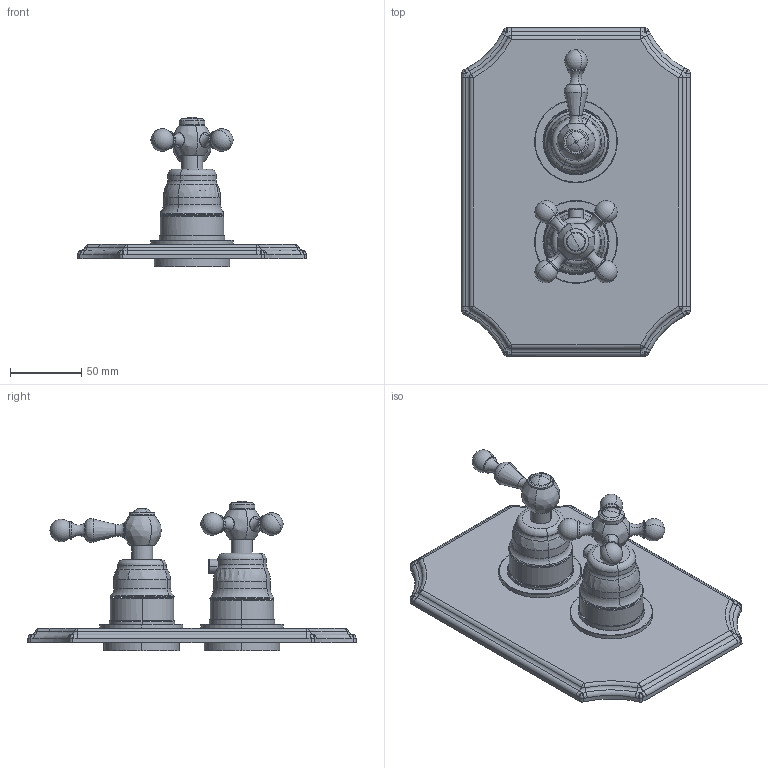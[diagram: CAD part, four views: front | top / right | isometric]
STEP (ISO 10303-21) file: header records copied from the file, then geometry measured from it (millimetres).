
FILE_DESCRIPTION(('CATIA V5 STEP Exchange','CAx-IF Rec.Pracs.--- Model Styling and Organization---1.5--- 2016-08-15','CAx-IF Rec.Pracs.---Supplemental Geometry---1.0---2011-11-01','CAx-IF Rec.Pracs.--- Composite Materials ---3.4---2017-06-13','CAx-IF Rec.Pracs.---Tessellated 3D Geometry---1.0---2015-12-17'),'2;1');
FILE_NAME('ts007280 - ac01810.stp','2022-03-29T15:29:23+00:00',('none'),('none'),'CATIA Version 5-6 Release 2020 SP2','CATIA V5 STEP AP242 v2','none');
FILE_SCHEMA(('AP242_MANAGED_MODEL_BASED_3D_ENGINEERING_MIM_LF {1 0 10303 442 1 1 4}'));
Products named in the file (30): TS007280_ASM; CP_32; CP_17; PI_21; 99973_ASM; 46322; 44083; 44293; PU_05; MO_14; VI_21; 92104_ASM; 40705; 40211; 40701; VI_08; 42471; 52194; 42578; LI_03FV_RR; 99974_ASM; 44082-00; PR95543_00_ASM; P44032_01; VI_04; 40108-02; Copy (1) of P40698; P40211; E-P32148; PPG.18
Assembly tree (36 placements, depth 4):
  TS007280_ASM
    CP_32
    CP_17
    PI_21
    99973_ASM
      46322
      44083
      44293
      PU_05
      MO_14
      VI_21
      92104_ASM
        40705
        40211  x4
      40701
      VI_08
      42471
      52194
      42578
      LI_03FV_RR
    99974_ASM
      44082-00
      44083
      PR95543_00_ASM
        P44032_01
      40701
      VI_04
      40108-02
    Copy (1) of P40698
    P40211
    E-P32148  x2
    PPG.18  x2
Bounding box: 160 x 230 x 104.61 mm (x, y, z)
Volume: 143879.3 mm3; surface area: 160928.8 mm2
Topology: 32 solids, 44 shells, 1834 faces, 4922 edges, 3185 vertices
Faces by surface type: plane 840, cylinder 538, cone 174, torus 133, bspline 127, sphere 22
Entity records: 60160 total; most frequent: CARTESIAN_POINT 27574, ORIENTED_EDGE 8016, DIRECTION 4416, EDGE_CURVE 4029, VERTEX_POINT 2597, AXIS2_PLACEMENT_3D 1991, EDGE_LOOP 1620, VECTOR 1600
